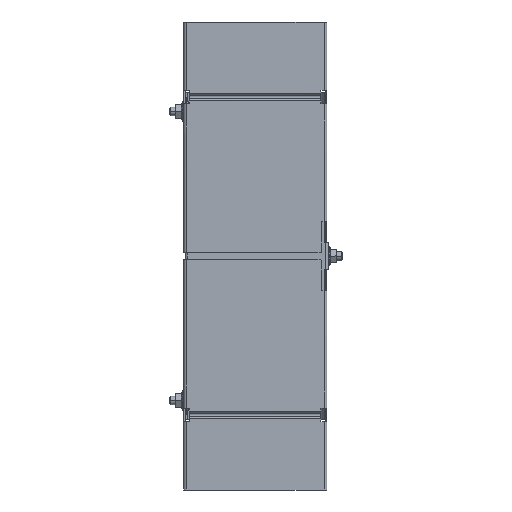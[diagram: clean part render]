
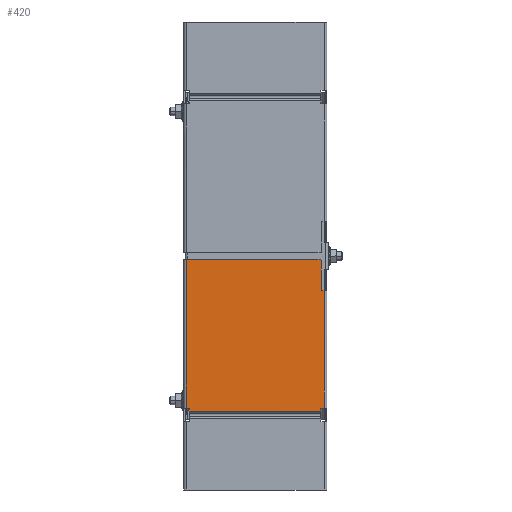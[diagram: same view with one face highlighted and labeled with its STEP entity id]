
A CAD part, front view. The second image highlights one B-rep face of the part: STEP entity #420.
In plain terms, the highlighted planar face has unit normal (0, -1, 0).
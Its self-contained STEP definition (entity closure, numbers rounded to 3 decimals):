
#420=ADVANCED_FACE('',(#1023),#9162,.T.);
#1023=FACE_OUTER_BOUND('',#1632,.T.);
#1632=EDGE_LOOP('',(#3445,#3446,#3447,#3448,#3449,#3450,#3451,#3452,#3453,
#3454,#3455));
#3445=ORIENTED_EDGE('',*,*,#5843,.T.);
#3446=ORIENTED_EDGE('',*,*,#5844,.T.);
#3447=ORIENTED_EDGE('',*,*,#5845,.F.);
#3448=ORIENTED_EDGE('',*,*,#5828,.F.);
#3449=ORIENTED_EDGE('',*,*,#5833,.F.);
#3450=ORIENTED_EDGE('',*,*,#5836,.F.);
#3451=ORIENTED_EDGE('',*,*,#5842,.T.);
#3452=ORIENTED_EDGE('',*,*,#5091,.F.);
#3453=ORIENTED_EDGE('',*,*,#5095,.F.);
#3454=ORIENTED_EDGE('',*,*,#5098,.F.);
#3455=ORIENTED_EDGE('',*,*,#5840,.F.);
#5091=EDGE_CURVE('',#8089,#8087,#6995,.T.);
#5095=EDGE_CURVE('',#8091,#8089,#6523,.T.);
#5098=EDGE_CURVE('',#8093,#8091,#7000,.T.);
#5828=EDGE_CURVE('',#8549,#8548,#7555,.T.);
#5833=EDGE_CURVE('',#8551,#8549,#7560,.T.);
#5836=EDGE_CURVE('',#8553,#8551,#7562,.T.);
#5840=EDGE_CURVE('',#8555,#8093,#7564,.T.);
#5842=EDGE_CURVE('',#8553,#8087,#7565,.T.);
#5843=EDGE_CURVE('',#8555,#8556,#7566,.T.);
#5844=EDGE_CURVE('',#8556,#8557,#7567,.T.);
#5845=EDGE_CURVE('',#8548,#8557,#7568,.T.);
#6523=(
BOUNDED_CURVE()
B_SPLINE_CURVE(2,(#13691,#13692,#13693),.UNSPECIFIED.,.F.,.F.)
B_SPLINE_CURVE_WITH_KNOTS((3,3),(-1.571,0.),.UNSPECIFIED.)
CURVE()
GEOMETRIC_REPRESENTATION_ITEM()
RATIONAL_B_SPLINE_CURVE((1.,0.707,1.))
REPRESENTATION_ITEM('')
);
#6995=B_SPLINE_CURVE_WITH_KNOTS('',1,(#13682,#13683),.UNSPECIFIED.,.F.,
 .F.,(2,2),(-21.5,0.),.UNSPECIFIED.);
#7000=B_SPLINE_CURVE_WITH_KNOTS('',1,(#13698,#13699),.UNSPECIFIED.,.F.,
 .F.,(2,2),(0.,97.),.UNSPECIFIED.);
#7555=B_SPLINE_CURVE_WITH_KNOTS('',1,(#15621,#15622),.UNSPECIFIED.,.F.,
 .F.,(2,2),(-2.172,0.),.UNSPECIFIED.);
#7560=B_SPLINE_CURVE_WITH_KNOTS('',1,(#15631,#15632),.UNSPECIFIED.,.F.,
 .F.,(2,2),(-2.3,0.),.UNSPECIFIED.);
#7562=B_SPLINE_CURVE_WITH_KNOTS('',1,(#15638,#15639),.UNSPECIFIED.,.F.,
 .F.,(2,2),(0.,85.5),.UNSPECIFIED.);
#7564=B_SPLINE_CURVE_WITH_KNOTS('',1,(#15648,#15649),.UNSPECIFIED.,.F.,
 .F.,(2,2),(0.,108.),.UNSPECIFIED.);
#7565=B_SPLINE_CURVE_WITH_KNOTS('',1,(#15653,#15654),.UNSPECIFIED.,.F.,
 .F.,(2,2),(0.,2.),.UNSPECIFIED.);
#7566=B_SPLINE_CURVE_WITH_KNOTS('',1,(#15655,#15656),.UNSPECIFIED.,.F.,
 .F.,(2,2),(0.,2.3),.UNSPECIFIED.);
#7567=B_SPLINE_CURVE_WITH_KNOTS('',1,(#15657,#15658),.UNSPECIFIED.,.F.,
 .F.,(2,2),(0.,2.172),.UNSPECIFIED.);
#7568=B_SPLINE_CURVE_WITH_KNOTS('',1,(#15659,#15660),.UNSPECIFIED.,.F.,
 .F.,(2,2),(0.,95.4),.UNSPECIFIED.);
#8087=VERTEX_POINT('',#12909);
#8089=VERTEX_POINT('',#12911);
#8091=VERTEX_POINT('',#12913);
#8093=VERTEX_POINT('',#12915);
#8548=VERTEX_POINT('',#13370);
#8549=VERTEX_POINT('',#13371);
#8551=VERTEX_POINT('',#13373);
#8553=VERTEX_POINT('',#13375);
#8555=VERTEX_POINT('',#13377);
#8556=VERTEX_POINT('',#13378);
#8557=VERTEX_POINT('',#13379);
#9162=PLANE('',#9767);
#9767=AXIS2_PLACEMENT_3D('',#12714,#10091,$);
#10091=DIRECTION('',(0.,-1.,0.));
#12714=CARTESIAN_POINT('',(-60.439,-1.,45.872));
#12909=CARTESIAN_POINT('',(48.,-1.,145.));
#12911=CARTESIAN_POINT('',(48.,-1.,166.5));
#12913=CARTESIAN_POINT('',(47.,-1.,167.5));
#12915=CARTESIAN_POINT('',(-50.,-1.,167.5));
#13370=CARTESIAN_POINT('',(47.7,-1.,57.328));
#13371=CARTESIAN_POINT('',(47.7,-1.,59.5));
#13373=CARTESIAN_POINT('',(50.,-1.,59.5));
#13375=CARTESIAN_POINT('',(50.,-1.,145.));
#13377=CARTESIAN_POINT('',(-50.,-1.,59.5));
#13378=CARTESIAN_POINT('',(-47.7,-1.,59.5));
#13379=CARTESIAN_POINT('',(-47.7,-1.,57.328));
#13682=CARTESIAN_POINT('',(48.,-1.,166.5));
#13683=CARTESIAN_POINT('',(48.,-1.,145.));
#13691=CARTESIAN_POINT('',(47.,-1.,167.5));
#13692=CARTESIAN_POINT('',(48.,-1.,167.5));
#13693=CARTESIAN_POINT('',(48.,-1.,166.5));
#13698=CARTESIAN_POINT('',(-50.,-1.,167.5));
#13699=CARTESIAN_POINT('',(47.,-1.,167.5));
#15621=CARTESIAN_POINT('',(47.7,-1.,59.5));
#15622=CARTESIAN_POINT('',(47.7,-1.,57.328));
#15631=CARTESIAN_POINT('',(50.,-1.,59.5));
#15632=CARTESIAN_POINT('',(47.7,-1.,59.5));
#15638=CARTESIAN_POINT('',(50.,-1.,145.));
#15639=CARTESIAN_POINT('',(50.,-1.,59.5));
#15648=CARTESIAN_POINT('',(-50.,-1.,59.5));
#15649=CARTESIAN_POINT('',(-50.,-1.,167.5));
#15653=CARTESIAN_POINT('',(50.,-1.,145.));
#15654=CARTESIAN_POINT('',(48.,-1.,145.));
#15655=CARTESIAN_POINT('',(-50.,-1.,59.5));
#15656=CARTESIAN_POINT('',(-47.7,-1.,59.5));
#15657=CARTESIAN_POINT('',(-47.7,-1.,59.5));
#15658=CARTESIAN_POINT('',(-47.7,-1.,57.328));
#15659=CARTESIAN_POINT('',(47.7,-1.,57.328));
#15660=CARTESIAN_POINT('',(-47.7,-1.,57.328));
